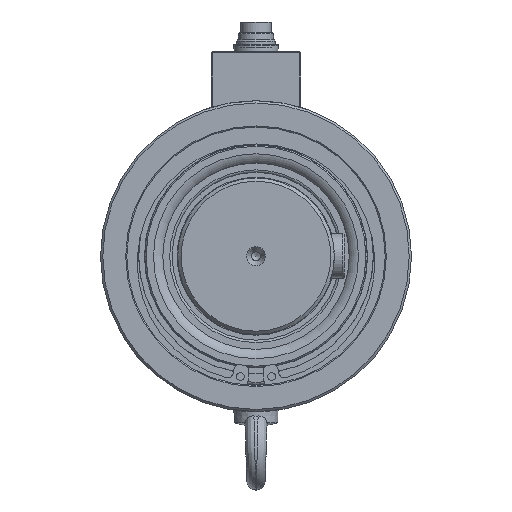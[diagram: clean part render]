
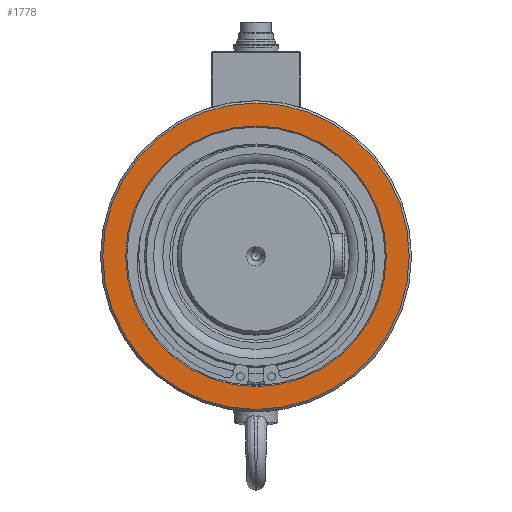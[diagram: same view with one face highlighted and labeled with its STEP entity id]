
A CAD part, left-side view. The second image highlights one B-rep face of the part: STEP entity #1778.
In plain terms, the highlighted planar face has unit normal (-1, 0, 0).
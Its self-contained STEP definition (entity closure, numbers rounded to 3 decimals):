
#1778 = ADVANCED_FACE( '', ( #3479, #3480 ), #3481, .T. );
#3479 = FACE_BOUND( '', #5987, .T. );
#3480 = FACE_OUTER_BOUND( '', #5988, .T. );
#3481 = PLANE( '', #5989 );
#5987 = EDGE_LOOP( '', ( #9712 ) );
#5988 = EDGE_LOOP( '', ( #9713 ) );
#5989 = AXIS2_PLACEMENT_3D( '', #9714, #9715, #9716 );
#9712 = ORIENTED_EDGE( '', *, *, #11496, .T. );
#9713 = ORIENTED_EDGE( '', *, *, #10599, .T. );
#9714 = CARTESIAN_POINT( '', ( 0., 0., 0. ) );
#9715 = DIRECTION( '', ( -1., 0., 0. ) );
#9716 = DIRECTION( '', ( 0., -1., 0. ) );
#10599 = EDGE_CURVE( '', #11886, #11886, #11887, .T. );
#11496 = EDGE_CURVE( '', #13229, #13229, #13230, .F. );
#11886 = VERTEX_POINT( '', #13752 );
#11887 = CIRCLE( '', #13753, 68.5 );
#13229 = VERTEX_POINT( '', #15839 );
#13230 = CIRCLE( '', #15840, 58.25 );
#13752 = CARTESIAN_POINT( '', ( 0., -68.5, 0. ) );
#13753 = AXIS2_PLACEMENT_3D( '', #16338, #16339, #16340 );
#15839 = CARTESIAN_POINT( '', ( 0., -58.25, 0. ) );
#15840 = AXIS2_PLACEMENT_3D( '', #17535, #17536, #17537 );
#16338 = CARTESIAN_POINT( '', ( 0., 0., 0. ) );
#16339 = DIRECTION( '', ( -1., 0., 0. ) );
#16340 = DIRECTION( '', ( 0., -1., 0. ) );
#17535 = CARTESIAN_POINT( '', ( 0., 0., 0. ) );
#17536 = DIRECTION( '', ( -1., 0., 0. ) );
#17537 = DIRECTION( '', ( 0., -1., 0. ) );
